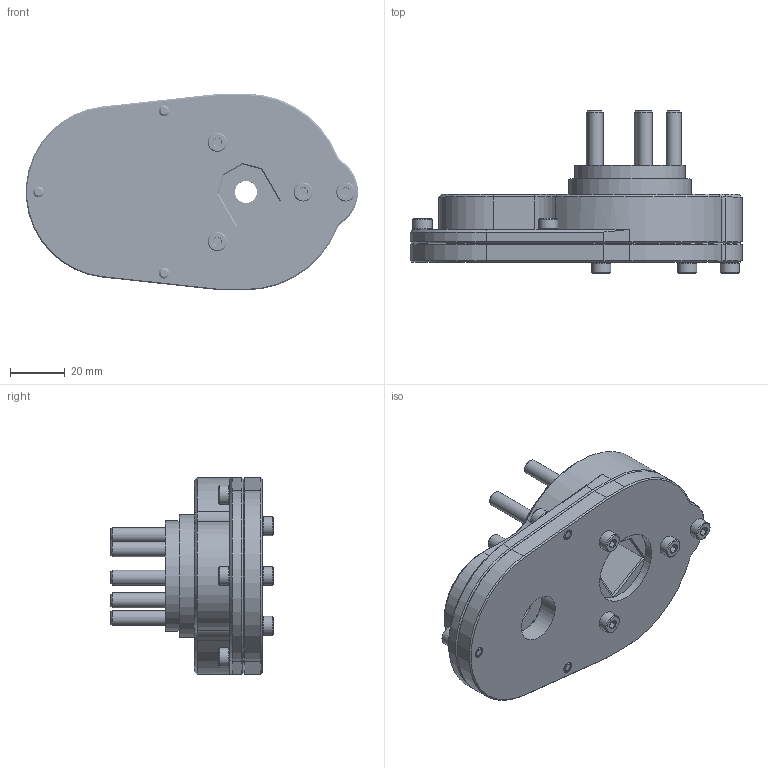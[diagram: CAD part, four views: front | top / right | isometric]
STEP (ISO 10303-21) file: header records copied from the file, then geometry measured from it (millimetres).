
FILE_DESCRIPTION(/* description */ (''),/* implementation_level */ '2;1');
FILE_NAME(/* name */ 'Boardnamics M1 Drive - Rough Model - v4.step',/* time_stamp */ '2021-03-17T18:24:47-05:00',/* author */ (''),/* organization */ (''),/* preprocessor_version */ 'ST-DEVELOPER v18.1',/* originating_system */ 'Autodesk Translation Framework v9.10.0.1330',/* authorisation */ '');
FILE_SCHEMA (('AUTOMOTIVE_DESIGN { 1 0 10303 214 3 1 1 }'));
Products named in the file (12): Boardnamics M1 Drive - Rough Model - v4; Case; Front Case; Arm Plate; Kegel Wheel Hub; Hanger Adapter; 69082RS Wheel Bearing; Pinion Gear; Wheel Gear; 5972K222; 90128A211; 90128A214
Assembly tree (16 placements, depth 3):
  Boardnamics M1 Drive - Rough Model - v4
    Case
      Front Case
      Arm Plate
    Kegel Wheel Hub
    Hanger Adapter
    69082RS Wheel Bearing
    Pinion Gear
    Wheel Gear
    5972K222
    90128A211  x3
    90128A214  x4
Bounding box: 121.58 x 59.5 x 72 mm (x, y, z)
Volume: 134501.5 mm3; surface area: 73691.7 mm2
Topology: 30 solids, 30 shells, 1455 faces, 4009 edges, 2622 vertices
Faces by surface type: cylinder 991, torus 183, plane 154, cone 101, bspline 14, sphere 12
Full cylindrical faces by diameter (mm): 3.091 x94, 4 x120, 5.5 x5, 7 x7, 8 x2, 8.1 x1, 12.6 x1, 13.681 x4, 16.319 x4, 17.5 x1, 18 x1, 20 x1, 22 x2, 26 x1, 26.9 x1, 29 x1, 29.5 x1, 34 x1, 40.5 x1, 45 x3, 52 x1, 52.1 x1, 54.9 x1, 58 x2
Entity records: 48499 total; most frequent: CARTESIAN_POINT 17643, ORIENTED_EDGE 6624, DIRECTION 6395, EDGE_CURVE 3312, AXIS2_PLACEMENT_3D 2699, VERTEX_POINT 2195, CIRCLE 1483, EDGE_LOOP 1285
